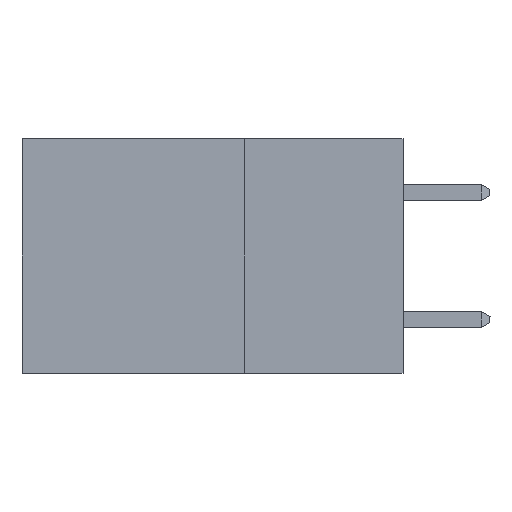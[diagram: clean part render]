
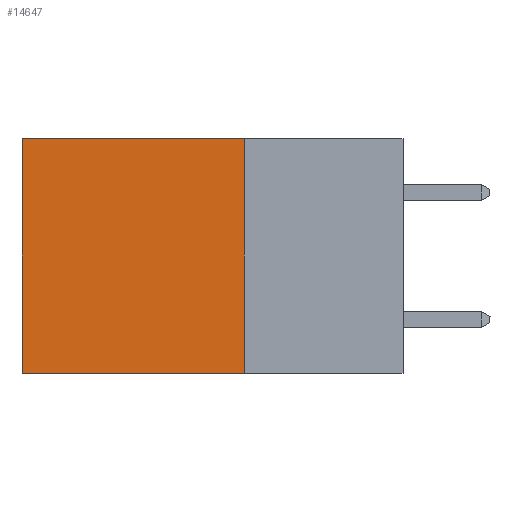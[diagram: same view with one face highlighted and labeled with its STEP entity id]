
A CAD part, left-side view. The second image highlights one B-rep face of the part: STEP entity #14647.
In plain terms, the highlighted planar face has unit normal (-1, 0, 0).
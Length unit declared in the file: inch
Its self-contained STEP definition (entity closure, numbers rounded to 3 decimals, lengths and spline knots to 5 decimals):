
#678 = VECTOR ( 'NONE', #12957, 39.37008 ) ;
#1038 = ORIENTED_EDGE ( 'NONE', *, *, #9586, .T. ) ;
#1134 = VERTEX_POINT ( 'NONE', #11858 ) ;
#1195 = LINE ( 'NONE', #11756, #9682 ) ;
#1211 = VECTOR ( 'NONE', #11675, 39.37008 ) ;
#1482 = FACE_OUTER_BOUND ( 'NONE', #4929, .T. ) ;
#2791 = ORIENTED_EDGE ( 'NONE', *, *, #14888, .T. ) ;
#3513 = CARTESIAN_POINT ( 'NONE',  ( 0.2875, 0.25, 0. ) ) ;
#3613 = DIRECTION ( 'NONE',  ( 0., 1., 0. ) ) ;
#4929 = EDGE_LOOP ( 'NONE', ( #2791, #14338, #8635, #1038 ) ) ;
#5537 = PLANE ( 'NONE',  #7277 ) ;
#7277 = AXIS2_PLACEMENT_3D ( 'NONE', #12399, #8129, #16164 ) ;
#7757 = CARTESIAN_POINT ( 'NONE',  ( 0.2875, 0.6, 0. ) ) ;
#8120 = VECTOR ( 'NONE', #9656, 39.37008 ) ;
#8129 = DIRECTION ( 'NONE',  ( 1., 0., 0. ) ) ;
#8635 = ORIENTED_EDGE ( 'NONE', *, *, #17085, .F. ) ;
#9134 = LINE ( 'NONE', #7757, #1211 ) ;
#9449 = VERTEX_POINT ( 'NONE', #11061 ) ;
#9586 = EDGE_CURVE ( 'NONE', #14094, #1134, #15416, .T. ) ;
#9656 = DIRECTION ( 'NONE',  ( 0., 0., -1. ) ) ;
#9682 = VECTOR ( 'NONE', #3613, 39.37008 ) ;
#10337 = EDGE_CURVE ( 'NONE', #10683, #9449, #1195, .T. ) ;
#10683 = VERTEX_POINT ( 'NONE', #15089 ) ;
#10961 = LINE ( 'NONE', #16304, #8120 ) ;
#11061 = CARTESIAN_POINT ( 'NONE',  ( 0.2875, 0.6, -0.37 ) ) ;
#11675 = DIRECTION ( 'NONE',  ( 0., 0., -1. ) ) ;
#11756 = CARTESIAN_POINT ( 'NONE',  ( 0.2875, 0.25, -0.37 ) ) ;
#11858 = CARTESIAN_POINT ( 'NONE',  ( 0.2875, 0.6, 0. ) ) ;
#12399 = CARTESIAN_POINT ( 'NONE',  ( 0.2875, 0.25, 0. ) ) ;
#12957 = DIRECTION ( 'NONE',  ( 0., 1., 0. ) ) ;
#14094 = VERTEX_POINT ( 'NONE', #15829 ) ;
#14338 = ORIENTED_EDGE ( 'NONE', *, *, #10337, .F. ) ;
#14647 = ADVANCED_FACE ( 'NONE', ( #1482 ), #5537, .F. ) ;
#14888 = EDGE_CURVE ( 'NONE', #1134, #9449, #9134, .T. ) ;
#15089 = CARTESIAN_POINT ( 'NONE',  ( 0.2875, 0.25, -0.37 ) ) ;
#15416 = LINE ( 'NONE', #3513, #678 ) ;
#15829 = CARTESIAN_POINT ( 'NONE',  ( 0.2875, 0.25, 0. ) ) ;
#16164 = DIRECTION ( 'NONE',  ( 0., 0., -1. ) ) ;
#16304 = CARTESIAN_POINT ( 'NONE',  ( 0.2875, 0.25, 0. ) ) ;
#17085 = EDGE_CURVE ( 'NONE', #14094, #10683, #10961, .T. ) ;
